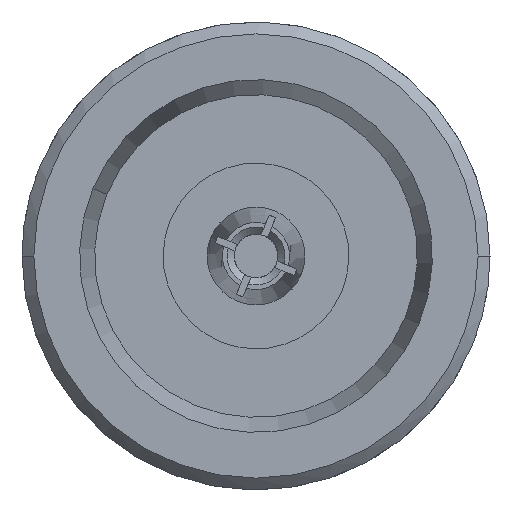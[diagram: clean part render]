
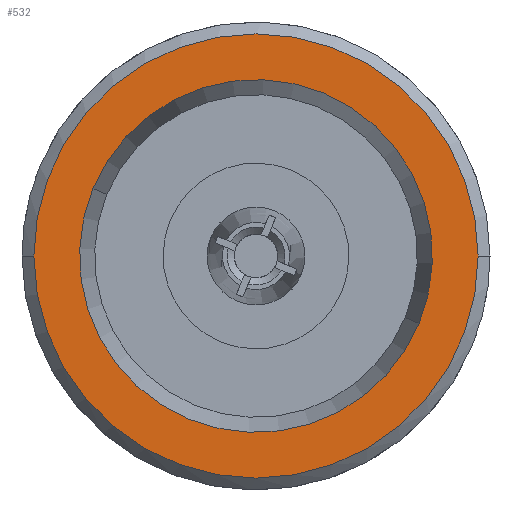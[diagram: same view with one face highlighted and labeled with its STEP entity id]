
A CAD part, left-side view. The second image highlights one B-rep face of the part: STEP entity #532.
In plain terms, the highlighted planar face has unit normal (-1, 0, 0).
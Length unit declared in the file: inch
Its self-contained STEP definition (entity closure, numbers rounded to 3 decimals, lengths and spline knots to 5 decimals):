
#65 = CIRCLE ( 'NONE', #1723, 0.09343 ) ;
#100 = CARTESIAN_POINT ( 'NONE',  ( -0.03603, 0., 0. ) ) ;
#137 = DIRECTION ( 'NONE',  ( -1., 0., 0. ) ) ;
#156 = CARTESIAN_POINT ( 'NONE',  ( -0.03603, 0., 0. ) ) ;
#159 = ORIENTED_EDGE ( 'NONE', *, *, #1307, .T. ) ;
#298 = DIRECTION ( 'NONE',  ( 0., -0.924, -0.382 ) ) ;
#335 = CARTESIAN_POINT ( 'NONE',  ( -0.03603, 0., 0. ) ) ;
#343 = AXIS2_PLACEMENT_3D ( 'NONE', #739, #367, #1131 ) ;
#367 = DIRECTION ( 'NONE',  ( -1., 0., 0. ) ) ;
#420 = VERTEX_POINT ( 'NONE', #506 ) ;
#506 = CARTESIAN_POINT ( 'NONE',  ( -0.03603, 0.09343, 0. ) ) ;
#532 = ADVANCED_FACE ( 'NONE', ( #1119, #1515 ), #2261, .T. ) ;
#556 = DIRECTION ( 'NONE',  ( 0., 1., 0. ) ) ;
#572 = CIRCLE ( 'NONE', #1404, 0.07421 ) ;
#739 = CARTESIAN_POINT ( 'NONE',  ( -0.03603, 0., 0. ) ) ;
#791 = CIRCLE ( 'NONE', #343, 0.07421 ) ;
#803 = VERTEX_POINT ( 'NONE', #2359 ) ;
#852 = DIRECTION ( 'NONE',  ( -1., 0., 0. ) ) ;
#890 = ORIENTED_EDGE ( 'NONE', *, *, #996, .F. ) ;
#996 = EDGE_CURVE ( 'NONE', #803, #2064, #791, .T. ) ;
#1066 = EDGE_LOOP ( 'NONE', ( #890, #1097 ) ) ;
#1097 = ORIENTED_EDGE ( 'NONE', *, *, #1197, .F. ) ;
#1119 = FACE_BOUND ( 'NONE', #1066, .T. ) ;
#1131 = DIRECTION ( 'NONE',  ( 0., -0.924, -0.382 ) ) ;
#1133 = CARTESIAN_POINT ( 'NONE',  ( -0.03603, -0.03758, 0.09097 ) ) ;
#1179 = CARTESIAN_POINT ( 'NONE',  ( -0.03603, 0.06858, 0.02834 ) ) ;
#1197 = EDGE_CURVE ( 'NONE', #2064, #803, #572, .T. ) ;
#1307 = EDGE_CURVE ( 'NONE', #420, #1479, #65, .T. ) ;
#1322 = DIRECTION ( 'NONE',  ( 0., -1., 0. ) ) ;
#1404 = AXIS2_PLACEMENT_3D ( 'NONE', #100, #852, #298 ) ;
#1479 = VERTEX_POINT ( 'NONE', #2091 ) ;
#1488 = AXIS2_PLACEMENT_3D ( 'NONE', #156, #1493, #1849 ) ;
#1493 = DIRECTION ( 'NONE',  ( -1., 0., 0. ) ) ;
#1515 = FACE_OUTER_BOUND ( 'NONE', #1755, .T. ) ;
#1704 = DIRECTION ( 'NONE',  ( -1., 0., 0. ) ) ;
#1723 = AXIS2_PLACEMENT_3D ( 'NONE', #335, #137, #1322 ) ;
#1755 = EDGE_LOOP ( 'NONE', ( #159, #1879 ) ) ;
#1849 = DIRECTION ( 'NONE',  ( 0., -1., 0. ) ) ;
#1879 = ORIENTED_EDGE ( 'NONE', *, *, #2373, .T. ) ;
#2038 = CIRCLE ( 'NONE', #1488, 0.09343 ) ;
#2064 = VERTEX_POINT ( 'NONE', #1179 ) ;
#2091 = CARTESIAN_POINT ( 'NONE',  ( -0.03603, -0.09343, 0. ) ) ;
#2181 = AXIS2_PLACEMENT_3D ( 'NONE', #1133, #1704, #556 ) ;
#2261 = PLANE ( 'NONE',  #2181 ) ;
#2359 = CARTESIAN_POINT ( 'NONE',  ( -0.03603, -0.06858, -0.02834 ) ) ;
#2373 = EDGE_CURVE ( 'NONE', #1479, #420, #2038, .T. ) ;
